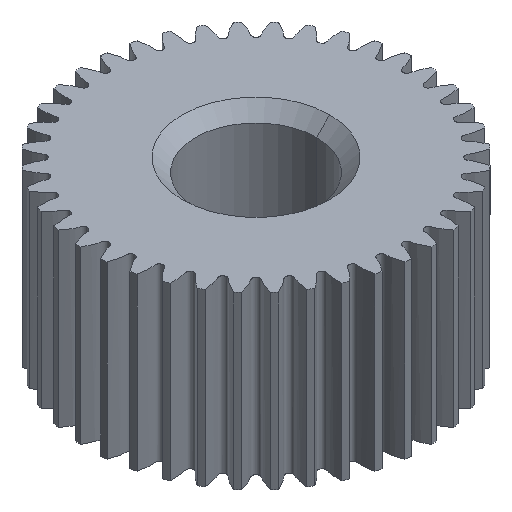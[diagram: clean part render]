
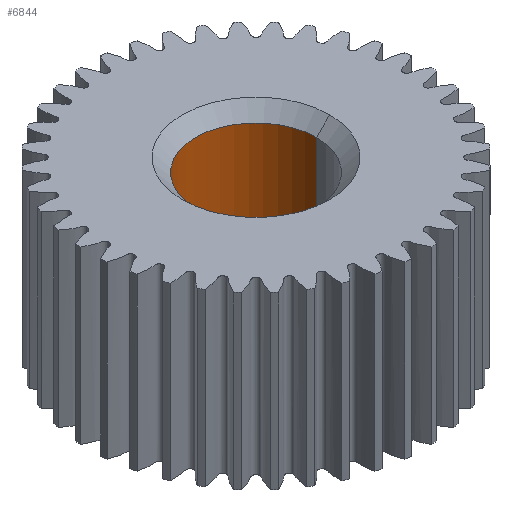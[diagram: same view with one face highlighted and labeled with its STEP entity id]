
A CAD part, isometric view. The second image highlights one B-rep face of the part: STEP entity #6844.
In plain terms, the highlighted cylindrical face has radius 2.3 mm (diameter 4.6 mm), a partial arc.
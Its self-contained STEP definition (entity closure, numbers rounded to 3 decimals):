
#1556 = EDGE_CURVE ( 'NONE', #14318, #14319, #14530, .T. ) ;
#1557 = EDGE_CURVE ( 'NONE', #14218, #14209, #14532, .T. ) ;
#1731 = CARTESIAN_POINT ( 'NONE',  ( 0., 0., -2.95 ) ) ;
#1732 = DIRECTION ( 'NONE',  ( 0., 0., 1. ) ) ;
#1733 = DIRECTION ( 'NONE',  ( 1., 0., 0. ) ) ;
#1736 = CARTESIAN_POINT ( 'NONE',  ( 0., 0., 2.75 ) ) ;
#1737 = DIRECTION ( 'NONE',  ( 0., 0., 1. ) ) ;
#1738 = DIRECTION ( 'NONE',  ( 1., 0., 0. ) ) ;
#6305 = DIRECTION ( 'NONE',  ( 1., 0., 0. ) ) ;
#6306 = CARTESIAN_POINT ( 'NONE',  ( 0., 0., 0. ) ) ;
#6307 = DIRECTION ( 'NONE',  ( 0., 0., 1. ) ) ;
#6314 = DIRECTION ( 'NONE',  ( 0., 0., 1. ) ) ;
#6315 = CARTESIAN_POINT ( 'NONE',  ( -2.3, 0., 0. ) ) ;
#6318 = CARTESIAN_POINT ( 'NONE',  ( 2.3, 0., 0. ) ) ;
#6319 = DIRECTION ( 'NONE',  ( 0., 0., 1. ) ) ;
#6321 = CARTESIAN_POINT ( 'NONE',  ( -2.3, 0., 2.75 ) ) ;
#6346 = CARTESIAN_POINT ( 'NONE',  ( 2.3, 0., 2.75 ) ) ;
#6399 = CARTESIAN_POINT ( 'NONE',  ( 2.3, 0., -2.95 ) ) ;
#6403 = CARTESIAN_POINT ( 'NONE',  ( -2.3, 0., -2.95 ) ) ;
#6844 = ADVANCED_FACE ( 'NONE', ( #9108 ), #9081, .F. ) ;
#6905 = ORIENTED_EDGE ( 'NONE', *, *, #7457, .F. ) ;
#6906 = ORIENTED_EDGE ( 'NONE', *, *, #1556, .F. ) ;
#6907 = ORIENTED_EDGE ( 'NONE', *, *, #7458, .T. ) ;
#6908 = ORIENTED_EDGE ( 'NONE', *, *, #1557, .T. ) ;
#6927 = EDGE_LOOP ( 'NONE', ( #6905, #6906, #6907, #6908 ) ) ;
#7221 = AXIS2_PLACEMENT_3D ( 'NONE', #1731, #1732, #1733 ) ;
#7222 = AXIS2_PLACEMENT_3D ( 'NONE', #1736, #1737, #1738 ) ;
#7457 = EDGE_CURVE ( 'NONE', #14319, #14209, #9154, .T. ) ;
#7458 = EDGE_CURVE ( 'NONE', #14318, #14218, #9153, .T. ) ;
#9081 = CYLINDRICAL_SURFACE ( 'NONE', #9835, 2.3 ) ;
#9108 = FACE_OUTER_BOUND ( 'NONE', #6927, .T. ) ;
#9153 = LINE ( 'NONE', #6318, #9158 ) ;
#9154 = LINE ( 'NONE', #6315, #9155 ) ;
#9155 = VECTOR ( 'NONE', #6314, 1000. ) ;
#9158 = VECTOR ( 'NONE', #6319, 1000. ) ;
#9835 = AXIS2_PLACEMENT_3D ( 'NONE', #6306, #6307, #6305 ) ;
#14209 = VERTEX_POINT ( 'NONE', #6321 ) ;
#14218 = VERTEX_POINT ( 'NONE', #6346 ) ;
#14318 = VERTEX_POINT ( 'NONE', #6399 ) ;
#14319 = VERTEX_POINT ( 'NONE', #6403 ) ;
#14530 = CIRCLE ( 'NONE', #7221, 2.3 ) ;
#14532 = CIRCLE ( 'NONE', #7222, 2.3 ) ;
